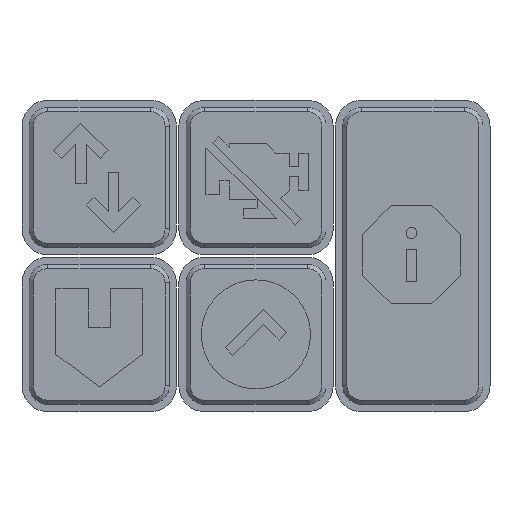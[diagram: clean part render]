
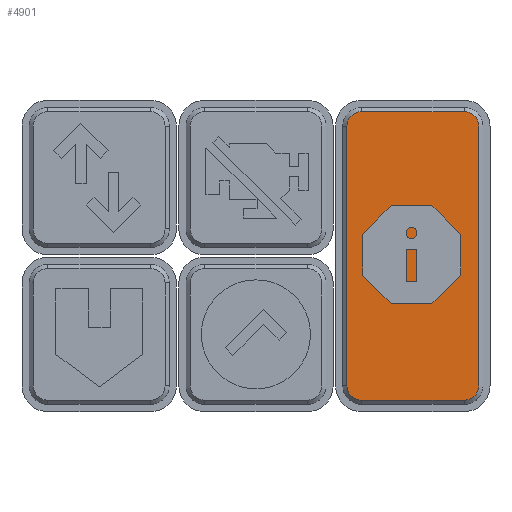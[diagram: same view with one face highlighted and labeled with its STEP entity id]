
A CAD part, top view. The second image highlights one B-rep face of the part: STEP entity #4901.
In plain terms, the highlighted planar face has unit normal (0, 0, 1).
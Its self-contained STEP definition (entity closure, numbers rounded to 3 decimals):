
#318=CIRCLE('',#5403,1.4);
#320=CIRCLE('',#5407,1.4);
#322=CIRCLE('',#5411,1.4);
#324=CIRCLE('',#5415,1.4);
#523=FACE_OUTER_BOUND('',#815,.T.);
#815=EDGE_LOOP('',(#3727,#3728,#3729,#3730,#3731,#3732,#3733,#3734));
#1166=LINE('',#7510,#1698);
#1170=LINE('',#7522,#1702);
#1174=LINE('',#7534,#1706);
#1177=LINE('',#7543,#1709);
#1698=VECTOR('',#6182,10.);
#1702=VECTOR('',#6194,10.);
#1706=VECTOR('',#6206,10.);
#1709=VECTOR('',#6217,10.);
#2204=VERTEX_POINT('',#7499);
#2205=VERTEX_POINT('',#7501);
#2208=VERTEX_POINT('',#7508);
#2210=VERTEX_POINT('',#7514);
#2212=VERTEX_POINT('',#7520);
#2214=VERTEX_POINT('',#7526);
#2216=VERTEX_POINT('',#7532);
#2218=VERTEX_POINT('',#7538);
#2740=EDGE_CURVE('',#2204,#2205,#318,.T.);
#2744=EDGE_CURVE('',#2208,#2204,#1166,.T.);
#2747=EDGE_CURVE('',#2210,#2208,#320,.T.);
#2750=EDGE_CURVE('',#2212,#2210,#1170,.T.);
#2753=EDGE_CURVE('',#2214,#2212,#322,.T.);
#2756=EDGE_CURVE('',#2216,#2214,#1174,.T.);
#2759=EDGE_CURVE('',#2218,#2216,#324,.T.);
#2761=EDGE_CURVE('',#2205,#2218,#1177,.T.);
#3727=ORIENTED_EDGE('',*,*,#2740,.F.);
#3728=ORIENTED_EDGE('',*,*,#2744,.F.);
#3729=ORIENTED_EDGE('',*,*,#2747,.F.);
#3730=ORIENTED_EDGE('',*,*,#2750,.F.);
#3731=ORIENTED_EDGE('',*,*,#2753,.F.);
#3732=ORIENTED_EDGE('',*,*,#2756,.F.);
#3733=ORIENTED_EDGE('',*,*,#2759,.F.);
#3734=ORIENTED_EDGE('',*,*,#2761,.F.);
#4662=PLANE('',#5424);
#4901=ADVANCED_FACE('',(#523),#4662,.T.);
#5403=AXIS2_PLACEMENT_3D('',#7502,#6174,#6175);
#5407=AXIS2_PLACEMENT_3D('',#7516,#6187,#6188);
#5411=AXIS2_PLACEMENT_3D('',#7528,#6199,#6200);
#5415=AXIS2_PLACEMENT_3D('',#7540,#6211,#6212);
#5424=AXIS2_PLACEMENT_3D('',#7563,#6238,#6239);
#6174=DIRECTION('center_axis',(0.,0.,-1.));
#6175=DIRECTION('ref_axis',(0.,1.,0.));
#6182=DIRECTION('',(0.,1.,0.));
#6187=DIRECTION('center_axis',(0.,0.,-1.));
#6188=DIRECTION('ref_axis',(-1.,0.,0.));
#6194=DIRECTION('',(-1.,0.,0.));
#6199=DIRECTION('center_axis',(0.,0.,-1.));
#6200=DIRECTION('ref_axis',(0.,-1.,0.));
#6206=DIRECTION('',(0.,-1.,0.));
#6211=DIRECTION('center_axis',(0.,0.,-1.));
#6212=DIRECTION('ref_axis',(1.,0.,0.));
#6217=DIRECTION('',(1.,0.,0.));
#6238=DIRECTION('center_axis',(0.,0.,1.));
#6239=DIRECTION('ref_axis',(-1.,0.,0.));
#7499=CARTESIAN_POINT('',(37.72,-9.14,13.4));
#7501=CARTESIAN_POINT('',(39.12,-7.74,13.4));
#7502=CARTESIAN_POINT('Origin',(39.12,-9.14,13.4));
#7508=CARTESIAN_POINT('',(37.72,-34.38,13.4));
#7510=CARTESIAN_POINT('',(37.72,-15.45,13.4));
#7514=CARTESIAN_POINT('',(39.12,-35.78,13.4));
#7516=CARTESIAN_POINT('Origin',(39.12,-34.38,13.4));
#7520=CARTESIAN_POINT('',(49.12,-35.78,13.4));
#7522=CARTESIAN_POINT('',(41.62,-35.78,13.4));
#7526=CARTESIAN_POINT('',(50.52,-34.38,13.4));
#7528=CARTESIAN_POINT('Origin',(49.12,-34.38,13.4));
#7532=CARTESIAN_POINT('',(50.52,-9.14,13.4));
#7534=CARTESIAN_POINT('',(50.52,-28.07,13.4));
#7538=CARTESIAN_POINT('',(49.12,-7.74,13.4));
#7540=CARTESIAN_POINT('Origin',(49.12,-9.14,13.4));
#7543=CARTESIAN_POINT('',(46.62,-7.74,13.4));
#7563=CARTESIAN_POINT('Origin',(44.12,-21.76,13.4));
